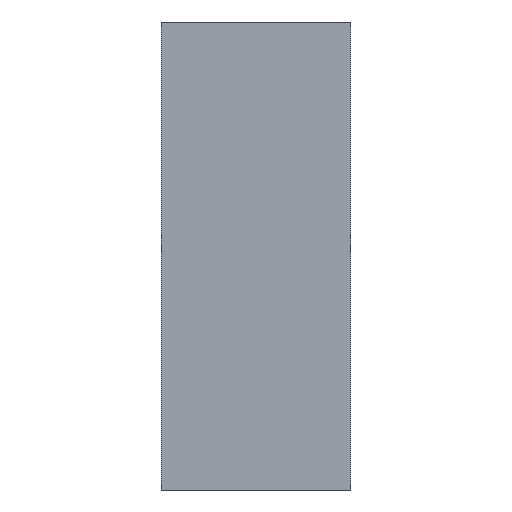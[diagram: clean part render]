
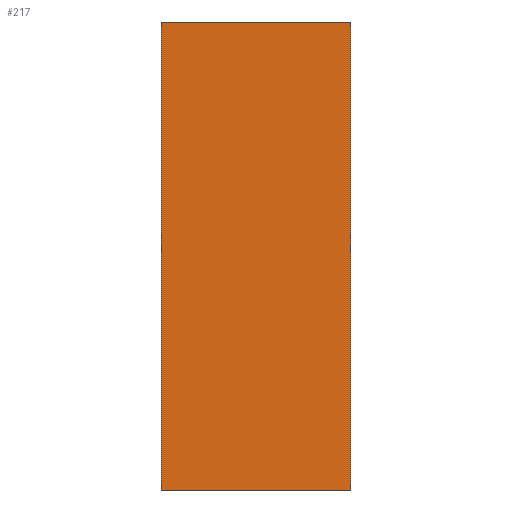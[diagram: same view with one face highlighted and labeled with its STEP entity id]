
A CAD part, left-side view. The second image highlights one B-rep face of the part: STEP entity #217.
In plain terms, the highlighted planar face has unit normal (-1, 0, 0).
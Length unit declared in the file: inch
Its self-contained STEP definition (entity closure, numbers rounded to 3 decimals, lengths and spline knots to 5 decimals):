
#25=PLANE('',#260);
#36=FACE_OUTER_BOUND('',#48,.T.);
#48=EDGE_LOOP('',(#181,#182,#183,#184));
#68=LINE('',#376,#84);
#69=LINE('',#379,#85);
#70=LINE('',#381,#86);
#71=LINE('',#382,#87);
#84=VECTOR('',#314,0.3937);
#85=VECTOR('',#317,0.3937);
#86=VECTOR('',#318,0.3937);
#87=VECTOR('',#319,0.3937);
#118=VERTEX_POINT('',#372);
#119=VERTEX_POINT('',#374);
#120=VERTEX_POINT('',#378);
#121=VERTEX_POINT('',#380);
#144=EDGE_CURVE('',#118,#119,#68,.T.);
#145=EDGE_CURVE('',#118,#120,#69,.T.);
#146=EDGE_CURVE('',#121,#119,#70,.T.);
#147=EDGE_CURVE('',#120,#121,#71,.T.);
#181=ORIENTED_EDGE('',*,*,#145,.F.);
#182=ORIENTED_EDGE('',*,*,#144,.T.);
#183=ORIENTED_EDGE('',*,*,#146,.F.);
#184=ORIENTED_EDGE('',*,*,#147,.F.);
#217=ADVANCED_FACE('',(#36),#25,.T.);
#260=AXIS2_PLACEMENT_3D('',#377,#315,#316);
#314=DIRECTION('',(0.,-1.,0.));
#315=DIRECTION('center_axis',(-1.,0.,0.));
#316=DIRECTION('ref_axis',(0.,0.,-1.));
#317=DIRECTION('',(0.,0.,1.));
#318=DIRECTION('',(0.,0.,-1.));
#319=DIRECTION('',(0.,-1.,0.));
#372=CARTESIAN_POINT('',(0.376,0.,-0.37));
#374=CARTESIAN_POINT('',(0.376,-0.15,-0.37));
#376=CARTESIAN_POINT('',(0.376,0.,-0.37));
#377=CARTESIAN_POINT('Origin',(0.376,0.,0.));
#378=CARTESIAN_POINT('',(0.376,0.,0.));
#379=CARTESIAN_POINT('',(0.376,0.,-0.37));
#380=CARTESIAN_POINT('',(0.376,-0.15,0.));
#381=CARTESIAN_POINT('',(0.376,-0.15,-0.37));
#382=CARTESIAN_POINT('',(0.376,0.,0.));
